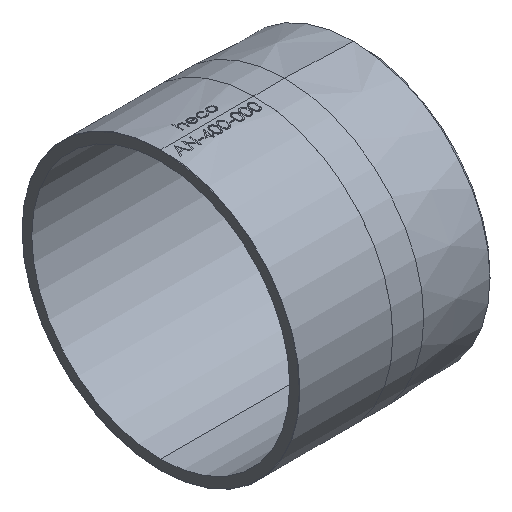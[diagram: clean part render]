
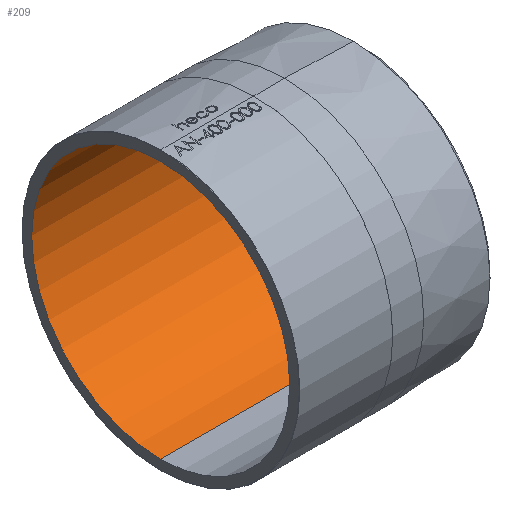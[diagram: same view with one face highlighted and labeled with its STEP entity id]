
A CAD part, isometric view. The second image highlights one B-rep face of the part: STEP entity #209.
In plain terms, the highlighted cylindrical face has radius 52.6 mm (diameter 105.2 mm), a partial arc.
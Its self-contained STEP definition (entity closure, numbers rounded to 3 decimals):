
#184 = AXIS2_PLACEMENT_3D ( 'NONE', #7482, #17179, #9249 ) ;
#209 = ADVANCED_FACE ( 'NONE', ( #11120 ), #10532, .F. ) ;
#542 = CARTESIAN_POINT ( 'NONE',  ( 80., 0., 0. ) ) ;
#979 = LINE ( 'NONE', #2652, #1591 ) ;
#1591 = VECTOR ( 'NONE', #16388, 1000. ) ;
#2277 = CARTESIAN_POINT ( 'NONE',  ( 0., 0., 52.6 ) ) ;
#2602 = CARTESIAN_POINT ( 'NONE',  ( 80., 0., 52.6 ) ) ;
#2652 = CARTESIAN_POINT ( 'NONE',  ( 0., 0., 52.6 ) ) ;
#3085 = LINE ( 'NONE', #24694, #23031 ) ;
#3179 = VERTEX_POINT ( 'NONE', #18838 ) ;
#5548 = CIRCLE ( 'NONE', #23449, 52.6 ) ;
#5720 = EDGE_CURVE ( 'NONE', #13651, #3179, #9978, .T. ) ;
#5895 = VERTEX_POINT ( 'NONE', #2602 ) ;
#6477 = AXIS2_PLACEMENT_3D ( 'NONE', #14720, #20455, #24306 ) ;
#6562 = EDGE_CURVE ( 'NONE', #5895, #13651, #979, .T. ) ;
#6737 = ORIENTED_EDGE ( 'NONE', *, *, #5720, .T. ) ;
#7482 = CARTESIAN_POINT ( 'NONE',  ( 0., 0., 0. ) ) ;
#8179 = VERTEX_POINT ( 'NONE', #23829 ) ;
#8416 = EDGE_CURVE ( 'NONE', #5895, #8179, #5548, .T. ) ;
#8826 = ORIENTED_EDGE ( 'NONE', *, *, #8416, .F. ) ;
#9249 = DIRECTION ( 'NONE',  ( 0., 0., 1. ) ) ;
#9365 = EDGE_LOOP ( 'NONE', ( #16839, #8826, #14062, #6737 ) ) ;
#9978 = CIRCLE ( 'NONE', #6477, 52.6 ) ;
#10532 = CYLINDRICAL_SURFACE ( 'NONE', #184, 52.6 ) ;
#11120 = FACE_OUTER_BOUND ( 'NONE', #9365, .T. ) ;
#11684 = DIRECTION ( 'NONE',  ( -1., 0., 0. ) ) ;
#13232 = EDGE_CURVE ( 'NONE', #8179, #3179, #3085, .T. ) ;
#13651 = VERTEX_POINT ( 'NONE', #2277 ) ;
#14062 = ORIENTED_EDGE ( 'NONE', *, *, #6562, .T. ) ;
#14720 = CARTESIAN_POINT ( 'NONE',  ( 0., 0., 0. ) ) ;
#16388 = DIRECTION ( 'NONE',  ( -1., 0., 0. ) ) ;
#16839 = ORIENTED_EDGE ( 'NONE', *, *, #13232, .F. ) ;
#17179 = DIRECTION ( 'NONE',  ( -1., 0., 0. ) ) ;
#18829 = DIRECTION ( 'NONE',  ( -1., 0., 0. ) ) ;
#18838 = CARTESIAN_POINT ( 'NONE',  ( 0., 0., -52.6 ) ) ;
#19269 = DIRECTION ( 'NONE',  ( 0., 0., 1. ) ) ;
#20455 = DIRECTION ( 'NONE',  ( -1., 0., 0. ) ) ;
#23031 = VECTOR ( 'NONE', #18829, 1000. ) ;
#23449 = AXIS2_PLACEMENT_3D ( 'NONE', #542, #11684, #19269 ) ;
#23829 = CARTESIAN_POINT ( 'NONE',  ( 80., 0., -52.6 ) ) ;
#24306 = DIRECTION ( 'NONE',  ( 0., 0., 1. ) ) ;
#24694 = CARTESIAN_POINT ( 'NONE',  ( 0., 0., -52.6 ) ) ;
